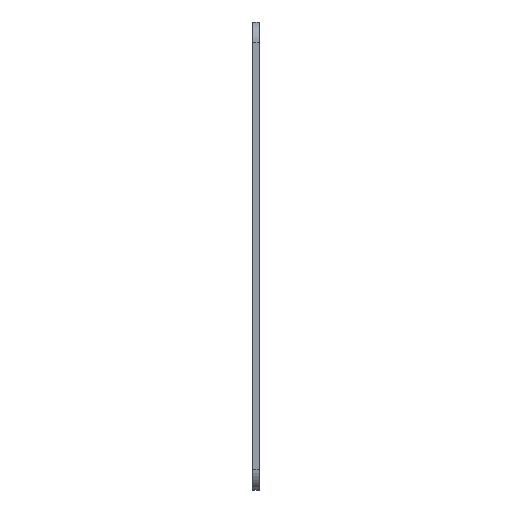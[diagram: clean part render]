
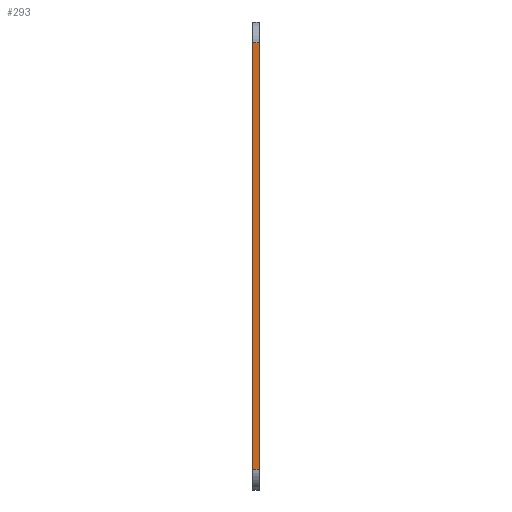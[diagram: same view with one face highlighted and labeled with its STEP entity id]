
A CAD part, left-side view. The second image highlights one B-rep face of the part: STEP entity #293.
In plain terms, the highlighted planar face has unit normal (-1, 0, 0).
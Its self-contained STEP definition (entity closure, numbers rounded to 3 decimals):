
#9 = DIRECTION ( 'NONE',  ( 0., 0., -1. ) ) ;
#42 = DIRECTION ( 'NONE',  ( 0., -1., 0. ) ) ;
#70 = EDGE_CURVE ( 'NONE', #134, #894, #720, .T. ) ;
#90 = CARTESIAN_POINT ( 'NONE',  ( -77.5, 0., 33.65 ) ) ;
#100 = ORIENTED_EDGE ( 'NONE', *, *, #728, .T. ) ;
#132 = AXIS2_PLACEMENT_3D ( 'NONE', #811, #252, #9 ) ;
#134 = VERTEX_POINT ( 'NONE', #637 ) ;
#152 = CARTESIAN_POINT ( 'NONE',  ( -77.5, 1., 30.65 ) ) ;
#168 = FACE_OUTER_BOUND ( 'NONE', #650, .T. ) ;
#181 = EDGE_CURVE ( 'NONE', #134, #261, #951, .T. ) ;
#241 = VECTOR ( 'NONE', #792, 1000. ) ;
#252 = DIRECTION ( 'NONE',  ( 1., 0., 0. ) ) ;
#261 = VERTEX_POINT ( 'NONE', #262 ) ;
#262 = CARTESIAN_POINT ( 'NONE',  ( -77.5, 0., -30.65 ) ) ;
#279 = ORIENTED_EDGE ( 'NONE', *, *, #181, .T. ) ;
#293 = ADVANCED_FACE ( 'NONE', ( #168 ), #991, .F. ) ;
#314 = ORIENTED_EDGE ( 'NONE', *, *, #1049, .T. ) ;
#330 = VECTOR ( 'NONE', #651, 1000. ) ;
#340 = VECTOR ( 'NONE', #589, 1000. ) ;
#420 = LINE ( 'NONE', #152, #340 ) ;
#427 = CARTESIAN_POINT ( 'NONE',  ( -77.5, 1., 30.65 ) ) ;
#443 = VECTOR ( 'NONE', #42, 1000. ) ;
#467 = CARTESIAN_POINT ( 'NONE',  ( -77.5, 1., 33.65 ) ) ;
#537 = CARTESIAN_POINT ( 'NONE',  ( -77.5, 0., 30.65 ) ) ;
#589 = DIRECTION ( 'NONE',  ( 0., 1., 0. ) ) ;
#637 = CARTESIAN_POINT ( 'NONE',  ( -77.5, 1., -30.65 ) ) ;
#650 = EDGE_LOOP ( 'NONE', ( #100, #314, #666, #279 ) ) ;
#651 = DIRECTION ( 'NONE',  ( 0., 0., 1. ) ) ;
#666 = ORIENTED_EDGE ( 'NONE', *, *, #70, .F. ) ;
#720 = LINE ( 'NONE', #467, #241 ) ;
#728 = EDGE_CURVE ( 'NONE', #261, #990, #911, .T. ) ;
#792 = DIRECTION ( 'NONE',  ( 0., 0., 1. ) ) ;
#795 = CARTESIAN_POINT ( 'NONE',  ( -77.5, 1., -30.65 ) ) ;
#811 = CARTESIAN_POINT ( 'NONE',  ( -77.5, 1., 33.65 ) ) ;
#894 = VERTEX_POINT ( 'NONE', #427 ) ;
#911 = LINE ( 'NONE', #90, #330 ) ;
#951 = LINE ( 'NONE', #795, #443 ) ;
#990 = VERTEX_POINT ( 'NONE', #537 ) ;
#991 = PLANE ( 'NONE',  #132 ) ;
#1049 = EDGE_CURVE ( 'NONE', #990, #894, #420, .T. ) ;
